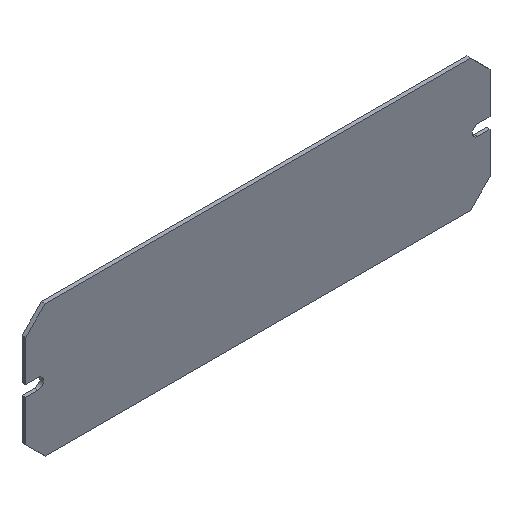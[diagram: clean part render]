
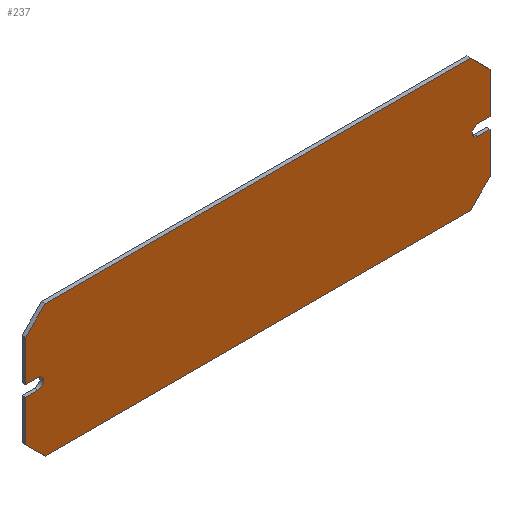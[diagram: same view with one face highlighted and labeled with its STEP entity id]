
A CAD part, isometric view. The second image highlights one B-rep face of the part: STEP entity #237.
In plain terms, the highlighted planar face has unit normal (0, -1, 0).
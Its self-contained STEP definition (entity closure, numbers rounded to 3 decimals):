
#4 = VERTEX_POINT ( 'NONE', #306 ) ;
#8 = EDGE_CURVE ( 'NONE', #4, #76, #298, .T. ) ;
#16 = VERTEX_POINT ( 'NONE', #271 ) ;
#17 = VERTEX_POINT ( 'NONE', #270 ) ;
#21 = EDGE_CURVE ( 'NONE', #16, #17, #181, .T. ) ;
#38 = EDGE_CURVE ( 'NONE', #130, #39, #218, .T. ) ;
#39 = VERTEX_POINT ( 'NONE', #164 ) ;
#49 = EDGE_CURVE ( 'NONE', #172, #50, #158, .T. ) ;
#50 = VERTEX_POINT ( 'NONE', #154 ) ;
#63 = VERTEX_POINT ( 'NONE', #317 ) ;
#68 = EDGE_CURVE ( 'NONE', #76, #69, #336, .T. ) ;
#69 = VERTEX_POINT ( 'NONE', #337 ) ;
#76 = VERTEX_POINT ( 'NONE', #364 ) ;
#77 = EDGE_CURVE ( 'NONE', #69, #78, #348, .T. ) ;
#78 = VERTEX_POINT ( 'NONE', #423 ) ;
#81 = EDGE_CURVE ( 'NONE', #17, #84, #395, .T. ) ;
#84 = VERTEX_POINT ( 'NONE', #407 ) ;
#99 = EDGE_CURVE ( 'NONE', #84, #4, #391, .T. ) ;
#109 = EDGE_CURVE ( 'NONE', #78, #63, #327, .T. ) ;
#129 = EDGE_CURVE ( 'NONE', #256, #130, #475, .T. ) ;
#130 = VERTEX_POINT ( 'NONE', #471 ) ;
#142 = EDGE_CURVE ( 'NONE', #63, #172, #494, .T. ) ;
#143 = EDGE_CURVE ( 'NONE', #39, #144, #490, .T. ) ;
#144 = VERTEX_POINT ( 'NONE', #485 ) ;
#154 = CARTESIAN_POINT ( 'NONE',  ( 95., 0., -19. ) ) ;
#155 = DIRECTION ( 'NONE',  ( 0., 0., -1. ) ) ;
#156 = VECTOR ( 'NONE', #155, 1000. ) ;
#157 = CARTESIAN_POINT ( 'NONE',  ( 95., 0., -2.25 ) ) ;
#158 = LINE ( 'NONE', #157, #156 ) ;
#164 = CARTESIAN_POINT ( 'NONE',  ( -90., 0., -2.25 ) ) ;
#165 = DIRECTION ( 'NONE',  ( 1., 0., 0. ) ) ;
#166 = VECTOR ( 'NONE', #165, 1000. ) ;
#167 = CARTESIAN_POINT ( 'NONE',  ( -95., 0., -2.25 ) ) ;
#172 = VERTEX_POINT ( 'NONE', #465 ) ;
#175 = EDGE_CURVE ( 'NONE', #144, #16, #464, .T. ) ;
#178 = DIRECTION ( 'NONE',  ( 0., 0., 1. ) ) ;
#179 = VECTOR ( 'NONE', #178, 1000. ) ;
#180 = CARTESIAN_POINT ( 'NONE',  ( -95., 0., 2.25 ) ) ;
#181 = LINE ( 'NONE', #180, #179 ) ;
#188 = ORIENTED_EDGE ( 'NONE', *, *, #143, .F. ) ;
#189 = ORIENTED_EDGE ( 'NONE', *, *, #38, .F. ) ;
#194 = ORIENTED_EDGE ( 'NONE', *, *, #109, .F. ) ;
#195 = ORIENTED_EDGE ( 'NONE', *, *, #77, .F. ) ;
#196 = ORIENTED_EDGE ( 'NONE', *, *, #68, .F. ) ;
#199 = ORIENTED_EDGE ( 'NONE', *, *, #244, .F. ) ;
#200 = ORIENTED_EDGE ( 'NONE', *, *, #212, .F. ) ;
#201 = ORIENTED_EDGE ( 'NONE', *, *, #49, .F. ) ;
#202 = ORIENTED_EDGE ( 'NONE', *, *, #142, .F. ) ;
#203 = ORIENTED_EDGE ( 'NONE', *, *, #129, .F. ) ;
#204 = ORIENTED_EDGE ( 'NONE', *, *, #255, .F. ) ;
#212 = EDGE_CURVE ( 'NONE', #50, #213, #449, .T. ) ;
#213 = VERTEX_POINT ( 'NONE', #538 ) ;
#218 = LINE ( 'NONE', #167, #166 ) ;
#232 = EDGE_LOOP ( 'NONE', ( #238, #239, #188, #189, #203, #204, #199, #200, #201, #202, #194, #195, #196, #233, #234, #235 ) ) ;
#233 = ORIENTED_EDGE ( 'NONE', *, *, #8, .F. ) ;
#234 = ORIENTED_EDGE ( 'NONE', *, *, #99, .F. ) ;
#235 = ORIENTED_EDGE ( 'NONE', *, *, #81, .F. ) ;
#237 = ADVANCED_FACE ( 'NONE', ( #520 ), #517, .F. ) ;
#238 = ORIENTED_EDGE ( 'NONE', *, *, #21, .F. ) ;
#239 = ORIENTED_EDGE ( 'NONE', *, *, #175, .F. ) ;
#244 = EDGE_CURVE ( 'NONE', #213, #245, #534, .T. ) ;
#245 = VERTEX_POINT ( 'NONE', #530 ) ;
#255 = EDGE_CURVE ( 'NONE', #245, #256, #549, .T. ) ;
#256 = VERTEX_POINT ( 'NONE', #563 ) ;
#270 = CARTESIAN_POINT ( 'NONE',  ( -95., 0., 19. ) ) ;
#271 = CARTESIAN_POINT ( 'NONE',  ( -95., 0., 2.25 ) ) ;
#292 = DIRECTION ( 'NONE',  ( 0.707, 0., -0.707 ) ) ;
#293 = VECTOR ( 'NONE', #292, 1000. ) ;
#294 = CARTESIAN_POINT ( 'NONE',  ( 95., 0., 19. ) ) ;
#298 = LINE ( 'NONE', #294, #293 ) ;
#306 = CARTESIAN_POINT ( 'NONE',  ( 87., 0., 27. ) ) ;
#317 = CARTESIAN_POINT ( 'NONE',  ( 90., 0., -2.25 ) ) ;
#325 = CARTESIAN_POINT ( 'NONE',  ( 90., 0., 0. ) ) ;
#326 = AXIS2_PLACEMENT_3D ( 'NONE', #325, #383, #382 ) ;
#327 = CIRCLE ( 'NONE', #326, 2.25 ) ;
#335 = CARTESIAN_POINT ( 'NONE',  ( 95., 0., 2.25 ) ) ;
#336 = LINE ( 'NONE', #335, #347 ) ;
#337 = CARTESIAN_POINT ( 'NONE',  ( 95., 0., 2.25 ) ) ;
#346 = DIRECTION ( 'NONE',  ( 0., 0., -1. ) ) ;
#347 = VECTOR ( 'NONE', #346, 1000. ) ;
#348 = LINE ( 'NONE', #351, #350 ) ;
#349 = DIRECTION ( 'NONE',  ( -1., 0., 0. ) ) ;
#350 = VECTOR ( 'NONE', #349, 1000. ) ;
#351 = CARTESIAN_POINT ( 'NONE',  ( 95., 0., 2.25 ) ) ;
#364 = CARTESIAN_POINT ( 'NONE',  ( 95., 0., 19. ) ) ;
#382 = DIRECTION ( 'NONE',  ( 0., 0., 1. ) ) ;
#383 = DIRECTION ( 'NONE',  ( 0., -1., 0. ) ) ;
#388 = DIRECTION ( 'NONE',  ( 1., 0., 0. ) ) ;
#389 = VECTOR ( 'NONE', #388, 1000. ) ;
#390 = CARTESIAN_POINT ( 'NONE',  ( -87., 0., 27. ) ) ;
#391 = LINE ( 'NONE', #390, #389 ) ;
#392 = DIRECTION ( 'NONE',  ( 0.707, 0., 0.707 ) ) ;
#393 = VECTOR ( 'NONE', #392, 1000. ) ;
#394 = CARTESIAN_POINT ( 'NONE',  ( -95., 0., 19. ) ) ;
#395 = LINE ( 'NONE', #394, #393 ) ;
#407 = CARTESIAN_POINT ( 'NONE',  ( -87., 0., 27. ) ) ;
#423 = CARTESIAN_POINT ( 'NONE',  ( 90., 0., 2.25 ) ) ;
#446 = DIRECTION ( 'NONE',  ( -0.707, 0., -0.707 ) ) ;
#447 = VECTOR ( 'NONE', #446, 1000. ) ;
#448 = CARTESIAN_POINT ( 'NONE',  ( 95., 0., -19. ) ) ;
#449 = LINE ( 'NONE', #448, #447 ) ;
#461 = DIRECTION ( 'NONE',  ( -1., 0., 0. ) ) ;
#462 = VECTOR ( 'NONE', #461, 1000. ) ;
#463 = CARTESIAN_POINT ( 'NONE',  ( -95., 0., 2.25 ) ) ;
#464 = LINE ( 'NONE', #463, #462 ) ;
#465 = CARTESIAN_POINT ( 'NONE',  ( 95., 0., -2.25 ) ) ;
#471 = CARTESIAN_POINT ( 'NONE',  ( -95., 0., -2.25 ) ) ;
#472 = DIRECTION ( 'NONE',  ( 0., 0., 1. ) ) ;
#473 = VECTOR ( 'NONE', #472, 1000. ) ;
#474 = CARTESIAN_POINT ( 'NONE',  ( -95., 0., -2.25 ) ) ;
#475 = LINE ( 'NONE', #474, #473 ) ;
#485 = CARTESIAN_POINT ( 'NONE',  ( -90., 0., 2.25 ) ) ;
#486 = DIRECTION ( 'NONE',  ( 0., 0., -1. ) ) ;
#487 = DIRECTION ( 'NONE',  ( 0., -1., 0. ) ) ;
#488 = CARTESIAN_POINT ( 'NONE',  ( -90., 0., 0. ) ) ;
#489 = AXIS2_PLACEMENT_3D ( 'NONE', #488, #487, #486 ) ;
#490 = CIRCLE ( 'NONE', #489, 2.25 ) ;
#491 = DIRECTION ( 'NONE',  ( 1., 0., 0. ) ) ;
#492 = VECTOR ( 'NONE', #491, 1000. ) ;
#493 = CARTESIAN_POINT ( 'NONE',  ( 95., 0., -2.25 ) ) ;
#494 = LINE ( 'NONE', #493, #492 ) ;
#517 = PLANE ( 'NONE',  #519 ) ;
#518 = CARTESIAN_POINT ( 'NONE',  ( 90., 0., 0. ) ) ;
#519 = AXIS2_PLACEMENT_3D ( 'NONE', #518, #528, #527 ) ;
#520 = FACE_OUTER_BOUND ( 'NONE', #232, .T. ) ;
#527 = DIRECTION ( 'NONE',  ( 0., 0., 1. ) ) ;
#528 = DIRECTION ( 'NONE',  ( 0., 1., 0. ) ) ;
#530 = CARTESIAN_POINT ( 'NONE',  ( -87., 0., -27. ) ) ;
#531 = DIRECTION ( 'NONE',  ( -1., 0., 0. ) ) ;
#532 = VECTOR ( 'NONE', #531, 1000. ) ;
#533 = CARTESIAN_POINT ( 'NONE',  ( -87., 0., -27. ) ) ;
#534 = LINE ( 'NONE', #533, #532 ) ;
#538 = CARTESIAN_POINT ( 'NONE',  ( 87., 0., -27. ) ) ;
#546 = DIRECTION ( 'NONE',  ( -0.707, 0., 0.707 ) ) ;
#547 = VECTOR ( 'NONE', #546, 1000. ) ;
#548 = CARTESIAN_POINT ( 'NONE',  ( -95., 0., -19. ) ) ;
#549 = LINE ( 'NONE', #548, #547 ) ;
#563 = CARTESIAN_POINT ( 'NONE',  ( -95., 0., -19. ) ) ;
